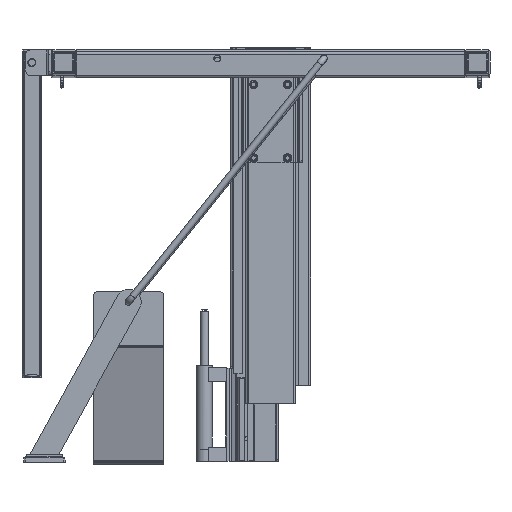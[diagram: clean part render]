
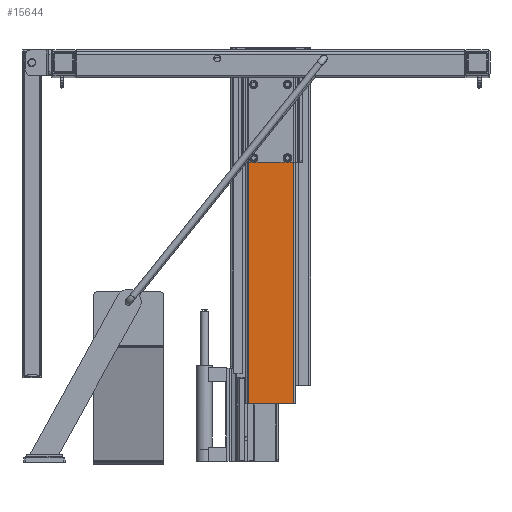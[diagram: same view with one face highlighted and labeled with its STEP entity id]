
A CAD part, top view. The second image highlights one B-rep face of the part: STEP entity #15644.
In plain terms, the highlighted face is planar.
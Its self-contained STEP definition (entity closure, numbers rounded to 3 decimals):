
#685=FACE_BOUND('',#3005,.T.);
#686=FACE_BOUND('',#3006,.T.);
#1147=CIRCLE('',#17061,3.);
#1148=CIRCLE('',#17063,3.);
#1149=CIRCLE('',#17065,2.);
#1150=CIRCLE('',#17068,3.25);
#1151=CIRCLE('',#17071,2.);
#1152=CIRCLE('',#17074,2.);
#1153=CIRCLE('',#17077,3.25);
#1154=CIRCLE('',#17080,2.);
#1994=FACE_OUTER_BOUND('',#3004,.T.);
#3004=EDGE_LOOP('',(#12295,#12296,#12297,#12298,#12299,#12300,#12301,#12302,
#12303,#12304,#12305,#12306,#12307,#12308,#12309,#12310));
#3005=EDGE_LOOP('',(#12311));
#3006=EDGE_LOOP('',(#12312));
#4117=LINE('',#25376,#5538);
#4121=LINE('',#25385,#5542);
#4124=LINE('',#25393,#5545);
#4126=LINE('',#25400,#5547);
#4130=LINE('',#25409,#5551);
#4132=LINE('',#25416,#5553);
#4135=LINE('',#25421,#5556);
#4136=LINE('',#25423,#5557);
#4150=LINE('',#25460,#5571);
#4207=LINE('',#25703,#5628);
#5538=VECTOR('',#20156,10.);
#5542=VECTOR('',#20166,10.);
#5545=VECTOR('',#20175,10.);
#5547=VECTOR('',#20183,10.);
#5551=VECTOR('',#20193,10.);
#5553=VECTOR('',#20201,10.);
#5556=VECTOR('',#20206,10.);
#5557=VECTOR('',#20209,10.);
#5571=VECTOR('',#20251,10.);
#5628=VECTOR('',#20540,10.);
#6921=VERTEX_POINT('',#24771);
#6923=VERTEX_POINT('',#24777);
#7039=VERTEX_POINT('',#25361);
#7040=VERTEX_POINT('',#25365);
#7041=VERTEX_POINT('',#25369);
#7042=VERTEX_POINT('',#25371);
#7043=VERTEX_POINT('',#25375);
#7044=VERTEX_POINT('',#25379);
#7045=VERTEX_POINT('',#25383);
#7046=VERTEX_POINT('',#25387);
#7047=VERTEX_POINT('',#25391);
#7048=VERTEX_POINT('',#25395);
#7049=VERTEX_POINT('',#25399);
#7050=VERTEX_POINT('',#25403);
#7051=VERTEX_POINT('',#25407);
#7052=VERTEX_POINT('',#25411);
#7053=VERTEX_POINT('',#25415);
#7054=VERTEX_POINT('',#25419);
#8787=EDGE_CURVE('',#7039,#7039,#1147,.T.);
#8789=EDGE_CURVE('',#7040,#7040,#1148,.T.);
#8792=EDGE_CURVE('',#7042,#7041,#1149,.T.);
#8794=EDGE_CURVE('',#7043,#7042,#4117,.T.);
#8796=EDGE_CURVE('',#7044,#7043,#1150,.T.);
#8799=EDGE_CURVE('',#7045,#7044,#4121,.T.);
#8800=EDGE_CURVE('',#7046,#7045,#1151,.T.);
#8803=EDGE_CURVE('',#7047,#7046,#4124,.T.);
#8804=EDGE_CURVE('',#7048,#7047,#1152,.T.);
#8806=EDGE_CURVE('',#7049,#7048,#4126,.T.);
#8808=EDGE_CURVE('',#7050,#7049,#1153,.T.);
#8811=EDGE_CURVE('',#7051,#7050,#4130,.T.);
#8812=EDGE_CURVE('',#7052,#7051,#1154,.T.);
#8814=EDGE_CURVE('',#7053,#7052,#4132,.T.);
#8817=EDGE_CURVE('',#7054,#6923,#4135,.T.);
#8818=EDGE_CURVE('',#7041,#6921,#4136,.T.);
#8837=EDGE_CURVE('',#6923,#6921,#4150,.T.);
#8963=EDGE_CURVE('',#7054,#7053,#4207,.T.);
#12295=ORIENTED_EDGE('',*,*,#8818,.T.);
#12296=ORIENTED_EDGE('',*,*,#8837,.F.);
#12297=ORIENTED_EDGE('',*,*,#8817,.F.);
#12298=ORIENTED_EDGE('',*,*,#8963,.T.);
#12299=ORIENTED_EDGE('',*,*,#8814,.T.);
#12300=ORIENTED_EDGE('',*,*,#8812,.T.);
#12301=ORIENTED_EDGE('',*,*,#8811,.T.);
#12302=ORIENTED_EDGE('',*,*,#8808,.T.);
#12303=ORIENTED_EDGE('',*,*,#8806,.T.);
#12304=ORIENTED_EDGE('',*,*,#8804,.T.);
#12305=ORIENTED_EDGE('',*,*,#8803,.T.);
#12306=ORIENTED_EDGE('',*,*,#8800,.T.);
#12307=ORIENTED_EDGE('',*,*,#8799,.T.);
#12308=ORIENTED_EDGE('',*,*,#8796,.T.);
#12309=ORIENTED_EDGE('',*,*,#8794,.T.);
#12310=ORIENTED_EDGE('',*,*,#8792,.T.);
#12311=ORIENTED_EDGE('',*,*,#8789,.T.);
#12312=ORIENTED_EDGE('',*,*,#8787,.T.);
#14876=PLANE('',#17213);
#15644=ADVANCED_FACE('',(#1994,#685,#686),#14876,.F.);
#17061=AXIS2_PLACEMENT_3D('',#25362,#20140,#20141);
#17063=AXIS2_PLACEMENT_3D('',#25366,#20145,#20146);
#17065=AXIS2_PLACEMENT_3D('',#25372,#20151,#20152);
#17068=AXIS2_PLACEMENT_3D('',#25380,#20160,#20161);
#17071=AXIS2_PLACEMENT_3D('',#25388,#20169,#20170);
#17074=AXIS2_PLACEMENT_3D('',#25396,#20178,#20179);
#17077=AXIS2_PLACEMENT_3D('',#25404,#20187,#20188);
#17080=AXIS2_PLACEMENT_3D('',#25412,#20196,#20197);
#17213=AXIS2_PLACEMENT_3D('',#25702,#20538,#20539);
#20140=DIRECTION('center_axis',(0.,-1.,0.));
#20141=DIRECTION('ref_axis',(0.,0.,-1.));
#20145=DIRECTION('center_axis',(0.,-1.,0.));
#20146=DIRECTION('ref_axis',(0.,0.,-1.));
#20151=DIRECTION('center_axis',(0.,-1.,0.));
#20152=DIRECTION('ref_axis',(-0.707,0.,-0.707));
#20156=DIRECTION('',(0.,0.,-1.));
#20160=DIRECTION('center_axis',(0.,1.,0.));
#20161=DIRECTION('ref_axis',(-1.,0.,0.));
#20166=DIRECTION('',(0.,0.,1.));
#20169=DIRECTION('center_axis',(0.,-1.,0.));
#20170=DIRECTION('ref_axis',(0.707,0.,-0.707));
#20175=DIRECTION('',(1.,0.,0.));
#20178=DIRECTION('center_axis',(0.,-1.,0.));
#20179=DIRECTION('ref_axis',(-0.707,0.,-0.707));
#20183=DIRECTION('',(0.,0.,-1.));
#20187=DIRECTION('center_axis',(0.,1.,0.));
#20188=DIRECTION('ref_axis',(-1.,0.,0.));
#20193=DIRECTION('',(0.,0.,1.));
#20196=DIRECTION('center_axis',(0.,-1.,0.));
#20197=DIRECTION('ref_axis',(0.707,0.,-0.707));
#20201=DIRECTION('',(1.,0.,0.));
#20206=DIRECTION('',(1.,0.,0.));
#20209=DIRECTION('',(1.,0.,0.));
#20251=DIRECTION('',(0.,0.,1.));
#20538=DIRECTION('center_axis',(0.,-1.,0.));
#20539=DIRECTION('ref_axis',(0.,0.,-1.));
#20540=DIRECTION('',(0.,0.,1.));
#24771=CARTESIAN_POINT('',(26.7,0.,285.));
#24777=CARTESIAN_POINT('',(26.7,0.,0.));
#25361=CARTESIAN_POINT('',(-20.,0.,293.));
#25362=CARTESIAN_POINT('Origin',(-20.,0.,290.));
#25365=CARTESIAN_POINT('',(20.,0.,293.));
#25366=CARTESIAN_POINT('Origin',(20.,0.,290.));
#25369=CARTESIAN_POINT('',(25.25,0.,285.));
#25371=CARTESIAN_POINT('',(23.25,0.,287.));
#25372=CARTESIAN_POINT('Origin',(25.25,0.,287.));
#25375=CARTESIAN_POINT('',(23.25,0.,290.));
#25376=CARTESIAN_POINT('',(23.25,0.,247.25));
#25379=CARTESIAN_POINT('',(16.75,0.,290.));
#25380=CARTESIAN_POINT('Origin',(20.,0.,290.));
#25383=CARTESIAN_POINT('',(16.75,0.,287.));
#25385=CARTESIAN_POINT('',(16.75,0.,250.));
#25387=CARTESIAN_POINT('',(14.75,0.,285.));
#25388=CARTESIAN_POINT('Origin',(14.75,0.,287.));
#25391=CARTESIAN_POINT('',(-14.75,0.,285.));
#25393=CARTESIAN_POINT('',(-18.75,0.,285.));
#25395=CARTESIAN_POINT('',(-16.75,0.,287.));
#25396=CARTESIAN_POINT('Origin',(-14.75,0.,287.));
#25399=CARTESIAN_POINT('',(-16.75,0.,290.));
#25400=CARTESIAN_POINT('',(-16.75,0.,247.25));
#25403=CARTESIAN_POINT('',(-23.25,0.,290.));
#25404=CARTESIAN_POINT('Origin',(-20.,0.,290.));
#25407=CARTESIAN_POINT('',(-23.25,0.,287.));
#25409=CARTESIAN_POINT('',(-23.25,0.,250.));
#25411=CARTESIAN_POINT('',(-25.25,0.,285.));
#25412=CARTESIAN_POINT('Origin',(-25.25,0.,287.));
#25415=CARTESIAN_POINT('',(-26.7,0.,285.));
#25416=CARTESIAN_POINT('',(-18.75,0.,285.));
#25419=CARTESIAN_POINT('',(-26.7,0.,0.));
#25421=CARTESIAN_POINT('',(29.37,0.,0.));
#25423=CARTESIAN_POINT('',(-18.75,0.,285.));
#25460=CARTESIAN_POINT('',(26.7,0.,210.));
#25702=CARTESIAN_POINT('Origin',(0.,0.,210.));
#25703=CARTESIAN_POINT('',(-26.7,0.,210.));
